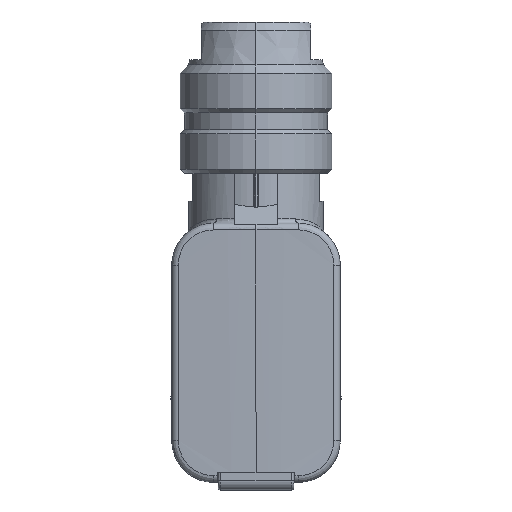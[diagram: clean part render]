
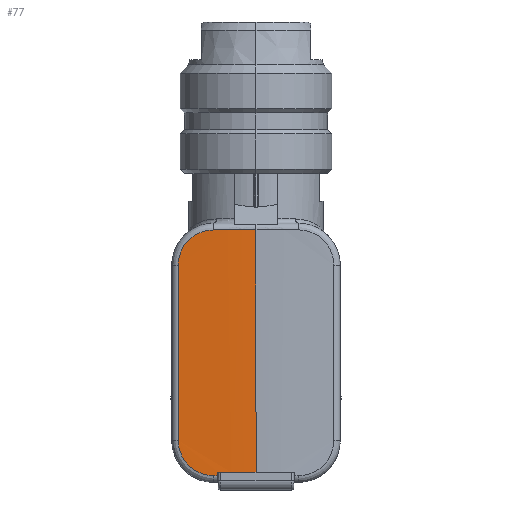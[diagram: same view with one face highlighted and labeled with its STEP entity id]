
A CAD part, left-side view. The second image highlights one B-rep face of the part: STEP entity #77.
In plain terms, the highlighted cylindrical face has radius 150 mm (diameter 300 mm), a partial arc.
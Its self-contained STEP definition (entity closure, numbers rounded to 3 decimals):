
#77=ADVANCED_FACE('',(#1256),#1257,.T.);
#1256=FACE_OUTER_BOUND('',#3655,.T.);
#1257=CYLINDRICAL_SURFACE('',#3656,150.0);
#3655=EDGE_LOOP('',(#7366,#7367,#7368,#7369,#7370,#7371,#7372,#7373,#7374));
#3656=AXIS2_PLACEMENT_3D('',#7375,#7376,#7377);
#7366=ORIENTED_EDGE('',*,*,#16352,.F.);
#7367=ORIENTED_EDGE('',*,*,#16353,.T.);
#7368=ORIENTED_EDGE('',*,*,#16354,.T.);
#7369=ORIENTED_EDGE('',*,*,#16355,.T.);
#7370=ORIENTED_EDGE('',*,*,#16356,.T.);
#7371=ORIENTED_EDGE('',*,*,#16357,.T.);
#7372=ORIENTED_EDGE('',*,*,#16358,.F.);
#7373=ORIENTED_EDGE('',*,*,#16359,.F.);
#7374=ORIENTED_EDGE('',*,*,#16360,.F.);
#7375=CARTESIAN_POINT('',(107.9,0.,20.8));
#7376=DIRECTION('',(0.,0.,1.0));
#7377=DIRECTION('',(-1.0,0.,0.));
#16352=EDGE_CURVE('',#19239,#19240,#19241,.T.);
#16353=EDGE_CURVE('',#19239,#19242,#19243,.F.);
#16354=EDGE_CURVE('',#19242,#19244,#19245,.T.);
#16355=EDGE_CURVE('',#19244,#19246,#19247,.T.);
#16356=EDGE_CURVE('',#19246,#19248,#19249,.T.);
#16357=EDGE_CURVE('',#19248,#19250,#19251,.T.);
#16358=EDGE_CURVE('',#19252,#19250,#19253,.T.);
#16359=EDGE_CURVE('',#19254,#19252,#19255,.T.);
#16360=EDGE_CURVE('',#19240,#19254,#19256,.T.);
#19239=VERTEX_POINT('',#23876);
#19240=VERTEX_POINT('',#23877);
#19241=LINE('',#23878,#23879);
#19242=VERTEX_POINT('',#23880);
#19243=CIRCLE('',#23881,150.0);
#19244=VERTEX_POINT('',#23882);
#19245=B_SPLINE_CURVE_WITH_KNOTS('',3,(#23883,#23884,#23885,#23886,#23887),.UNSPECIFIED.,.F.,.F.,(4,1,4),(0.,0.003,0.007),.UNSPECIFIED.);
#19246=VERTEX_POINT('',#23888);
#19247=LINE('',#23889,#23890);
#19248=VERTEX_POINT('',#23891);
#19249=B_SPLINE_CURVE_WITH_KNOTS('',3,(#23892,#23893,#23894,#23895,#23896),.UNSPECIFIED.,.F.,.F.,(4,1,4),(0.0,0.003,0.007),.UNSPECIFIED.);
#19250=VERTEX_POINT('',#23897);
#19251=CIRCLE('',#23898,150.0);
#19252=VERTEX_POINT('',#23899);
#19253=LINE('',#23900,#23901);
#19254=VERTEX_POINT('',#23902);
#19255=CIRCLE('',#23903,150.0);
#19256=CIRCLE('',#23904,150.0);
#23876=CARTESIAN_POINT('',(-42.1,0.,20.0));
#23877=CARTESIAN_POINT('',(-42.1,0.,-8.8));
#23878=CARTESIAN_POINT('',(-42.1,0.,5.4));
#23879=VECTOR('',#33156,1.0);
#23880=CARTESIAN_POINT('',(-42.016,5.027,20.0));
#23881=AXIS2_PLACEMENT_3D('',#33157,#33158,#33159);
#23882=CARTESIAN_POINT('',(-41.815,9.249,15.8));
#23883=CARTESIAN_POINT('',(-42.016,5.027,20.0));
#23884=CARTESIAN_POINT('',(-41.978,6.139,20.0));
#23885=CARTESIAN_POINT('',(-41.876,8.324,19.09));
#23886=CARTESIAN_POINT('',(-41.815,9.249,16.913));
#23887=CARTESIAN_POINT('',(-41.815,9.249,15.8));
#23888=CARTESIAN_POINT('',(-41.815,9.249,-5.));
#23889=CARTESIAN_POINT('',(-41.815,9.249,20.8));
#23890=VECTOR('',#33160,1000.0);
#23891=CARTESIAN_POINT('',(-42.016,5.027,-9.2));
#23892=CARTESIAN_POINT('',(-41.815,9.249,-5.));
#23893=CARTESIAN_POINT('',(-41.815,9.249,-6.113));
#23894=CARTESIAN_POINT('',(-41.876,8.32,-8.294));
#23895=CARTESIAN_POINT('',(-41.978,6.139,-9.2));
#23896=CARTESIAN_POINT('',(-42.016,5.027,-9.2));
#23897=CARTESIAN_POINT('',(-42.029,4.6,-9.2));
#23898=AXIS2_PLACEMENT_3D('',#33161,#33162,#33163);
#23899=CARTESIAN_POINT('',(-42.029,4.6,-8.8));
#23900=CARTESIAN_POINT('',(-42.029,4.6,20.8));
#23901=VECTOR('',#33164,1000.0);
#23902=CARTESIAN_POINT('',(-42.036,4.385,-8.8));
#23903=AXIS2_PLACEMENT_3D('',#33165,#33166,#33167);
#23904=AXIS2_PLACEMENT_3D('',#33168,#33169,#33170);
#33156=DIRECTION('',(0.,0.,-1.0));
#33157=CARTESIAN_POINT('',(107.9,0.,20.0));
#33158=DIRECTION('',(0.,0.,1.0));
#33159=DIRECTION('',(1.0,0.,0.));
#33160=DIRECTION('',(0.,0.,-1.0));
#33161=CARTESIAN_POINT('',(107.9,0.,-9.2));
#33162=DIRECTION('',(0.,0.,1.0));
#33163=DIRECTION('',(1.0,0.,0.));
#33164=DIRECTION('',(0.,0.,-1.0));
#33165=CARTESIAN_POINT('',(107.9,0.,-8.8));
#33166=DIRECTION('',(0.,0.,-1.0));
#33167=DIRECTION('',(-1.0,0.,0.));
#33168=CARTESIAN_POINT('',(107.9,0.,-8.8));
#33169=DIRECTION('',(0.,0.,-1.0));
#33170=DIRECTION('',(-1.0,0.,0.));
